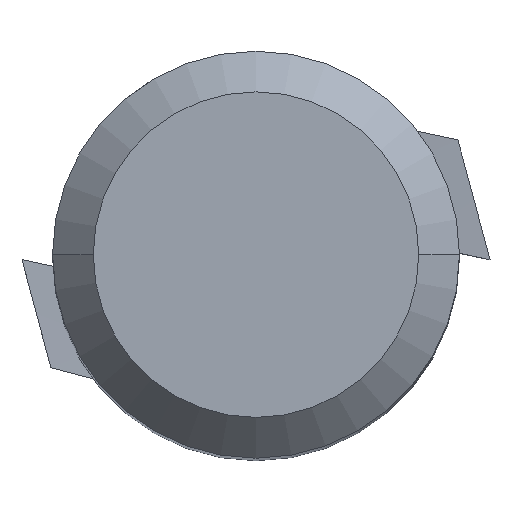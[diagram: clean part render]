
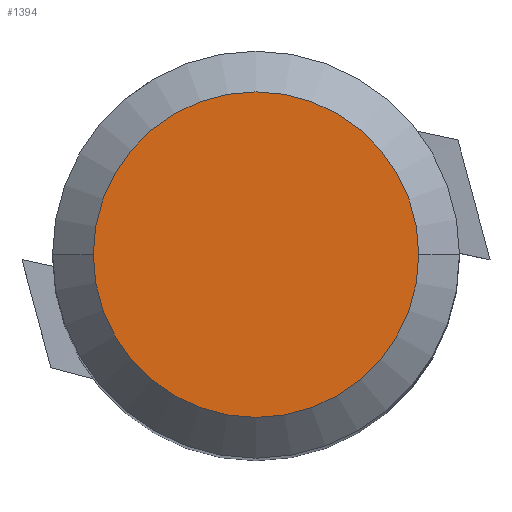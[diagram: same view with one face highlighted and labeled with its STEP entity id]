
A CAD part, top view. The second image highlights one B-rep face of the part: STEP entity #1394.
In plain terms, the highlighted planar face has unit normal (0, 0, 1).
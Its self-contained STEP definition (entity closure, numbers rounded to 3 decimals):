
#1014=EDGE_CURVE('NONE',#1654,#1474,#2167,.T.);
#1394=ADVANCED_FACE('NONE',(#2593),#2594,.F.);
#1474=VERTEX_POINT('NONE',#2680);
#1520=EDGE_CURVE('NONE',#1474,#1654,#2732,.T.);
#1654=VERTEX_POINT('NONE',#2876);
#2167=CIRCLE('',#3568,4.0);
#2593=FACE_OUTER_BOUND('',#4163,.T.);
#2594=PLANE('',#4164);
#2680=CARTESIAN_POINT('',(4.0,0.,0.0));
#2732=CIRCLE('',#4356,4.0);
#2876=CARTESIAN_POINT('',(-4.0,0.0,0.0));
#3568=AXIS2_PLACEMENT_3D('',#5168,#5169,#5170);
#4163=EDGE_LOOP('',(#5721,#5722));
#4164=AXIS2_PLACEMENT_3D('',#5723,#5724,#5725);
#4356=AXIS2_PLACEMENT_3D('',#5877,#5878,#5879);
#5168=CARTESIAN_POINT('',(0.0,0.0,0.0));
#5169=DIRECTION('',(0.0,0.0,1.0));
#5170=DIRECTION('',(-1.0,0.0,0.0));
#5721=ORIENTED_EDGE('',*,*,#1014,.T.);
#5722=ORIENTED_EDGE('',*,*,#1520,.T.);
#5723=CARTESIAN_POINT('',(0.0,0.0,0.0));
#5724=DIRECTION('',(0.0,0.0,-1.0));
#5725=DIRECTION('',(0.0,1.0,0.0));
#5877=CARTESIAN_POINT('',(0.0,0.0,0.0));
#5878=DIRECTION('',(0.0,0.0,1.0));
#5879=DIRECTION('',(-1.0,0.0,0.0));
